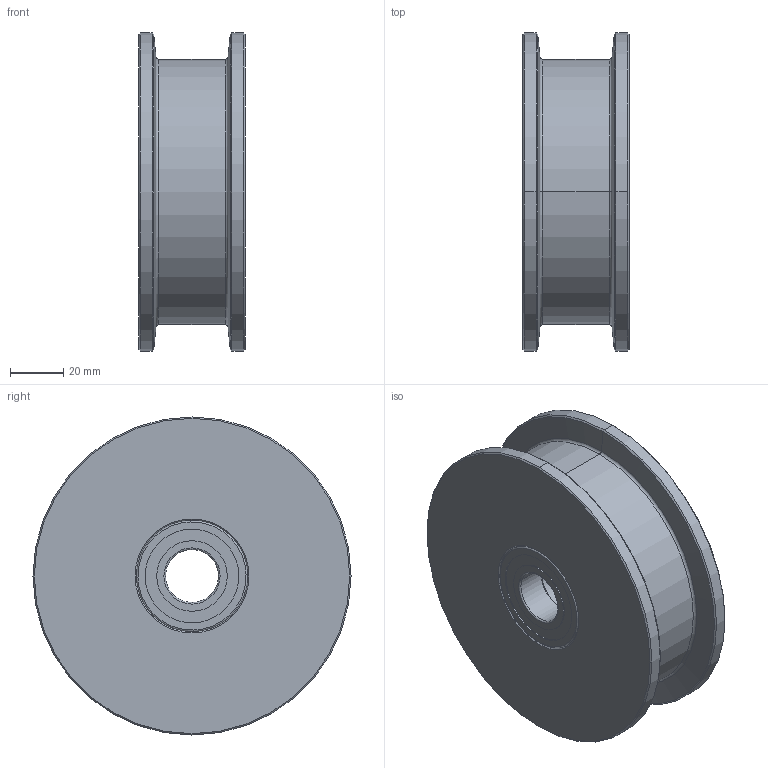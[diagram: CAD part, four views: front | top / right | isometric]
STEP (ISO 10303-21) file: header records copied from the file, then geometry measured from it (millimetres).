
FILE_DESCRIPTION (( 'STEP AP214' ), '1' );
FILE_NAME ('0015903.step', '2022-07-22T10:00:06', ( '' ), ( '' ), 'SwSTEP 2.0', 'SolidWorks 2020', '' );
FILE_SCHEMA (( 'AUTOMOTIVE_DESIGN' ));
Length unit declared in the file: millimetre
Products named in the file (1): 0015903
Bounding box: 40 x 120 x 120 mm (x, y, z)
Volume: 330654.6 mm3; surface area: 67201.3 mm2
Topology: 12 solids, 12 shells, 134 faces, 268 edges, 156 vertices
Faces by surface type: cylinder 56, torus 40, plane 22, cone 16
Entity records: 5159 total; most frequent: DIRECTION 734, CARTESIAN_POINT 559, ORIENTED_EDGE 536, AXIS2_PLACEMENT_3D 331, EDGE_CURVE 268, CIRCLE 196, EDGE_LOOP 156, VERTEX_POINT 156
